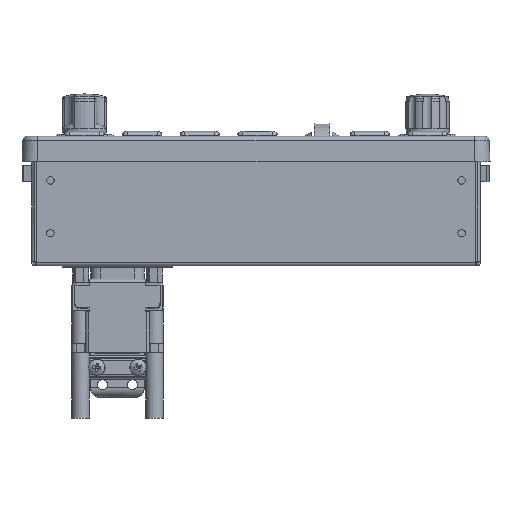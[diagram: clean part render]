
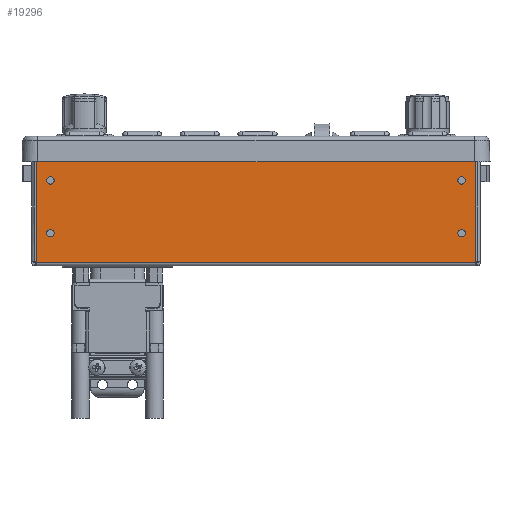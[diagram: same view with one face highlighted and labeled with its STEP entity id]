
A CAD part, front view. The second image highlights one B-rep face of the part: STEP entity #19296.
In plain terms, the highlighted planar face has unit normal (0, -1, 0).
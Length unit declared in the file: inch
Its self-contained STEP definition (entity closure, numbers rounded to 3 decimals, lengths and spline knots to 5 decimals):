
#2 = AXIS2_PLACEMENT_3D ( 'NONE', #25253, #25216, #25175 ) ;
#331 = VERTEX_POINT ( 'NONE', #3551 ) ;
#724 = VERTEX_POINT ( 'NONE', #3601 ) ;
#731 = VERTEX_POINT ( 'NONE', #3610 ) ;
#934 = CARTESIAN_POINT ( 'NONE',  ( -2.935, -0.97, -1.35 ) ) ;
#990 = VERTEX_POINT ( 'NONE', #3642 ) ;
#1860 = DIRECTION ( 'NONE',  ( 0., 0., -1. ) ) ;
#2142 = CARTESIAN_POINT ( 'NONE',  ( -2.935, -0.97, 0. ) ) ;
#3501 = ORIENTED_EDGE ( 'NONE', *, *, #26899, .F. ) ;
#3551 = CARTESIAN_POINT ( 'NONE',  ( -2.695, -0.97, -0.25 ) ) ;
#3601 = CARTESIAN_POINT ( 'NONE',  ( -2.695, -0.97, -0.955 ) ) ;
#3610 = CARTESIAN_POINT ( 'NONE',  ( 2.795, -0.97, -0.25 ) ) ;
#3642 = CARTESIAN_POINT ( 'NONE',  ( 2.795, -0.97, -0.955 ) ) ;
#4367 = ORIENTED_EDGE ( 'NONE', *, *, #26912, .F. ) ;
#4753 = DIRECTION ( 'NONE',  ( 0., 0., -1. ) ) ;
#4882 = CARTESIAN_POINT ( 'NONE',  ( 2.935, -0.97, 0. ) ) ;
#4990 = ORIENTED_EDGE ( 'NONE', *, *, #27062, .F. ) ;
#8968 = EDGE_LOOP ( 'NONE', ( #4990 ) ) ;
#9321 = CIRCLE ( 'NONE', #2, 0.05 ) ;
#9349 = LINE ( 'NONE', #19257, #34852 ) ;
#10203 = CIRCLE ( 'NONE', #21387, 0.05 ) ;
#11717 = AXIS2_PLACEMENT_3D ( 'NONE', #20371, #20333, #20294 ) ;
#13444 = ORIENTED_EDGE ( 'NONE', *, *, #27637, .F. ) ;
#13930 = ORIENTED_EDGE ( 'NONE', *, *, #23578, .F. ) ;
#14270 = CIRCLE ( 'NONE', #11717, 0.05 ) ;
#14527 = CIRCLE ( 'NONE', #15790, 0.05 ) ;
#15474 = ORIENTED_EDGE ( 'NONE', *, *, #20523, .T. ) ;
#15696 = ORIENTED_EDGE ( 'NONE', *, *, #27194, .F. ) ;
#15790 = AXIS2_PLACEMENT_3D ( 'NONE', #20170, #20121, #20058 ) ;
#16096 = EDGE_LOOP ( 'NONE', ( #13444, #13930, #15474, #15696 ) ) ;
#16518 = LINE ( 'NONE', #2142, #16917 ) ;
#16694 = DIRECTION ( 'NONE',  ( -1., 0., 0. ) ) ;
#16866 = CARTESIAN_POINT ( 'NONE',  ( -2.935, -0.97, -1.35 ) ) ;
#16917 = VECTOR ( 'NONE', #1860, 39.37008 ) ;
#17027 = LINE ( 'NONE', #16866, #17070 ) ;
#17070 = VECTOR ( 'NONE', #16694, 39.37008 ) ;
#17614 = EDGE_LOOP ( 'NONE', ( #24086 ) ) ;
#17716 = AXIS2_PLACEMENT_3D ( 'NONE', #22119, #22191, #22084 ) ;
#17778 = EDGE_LOOP ( 'NONE', ( #4367 ) ) ;
#19219 = DIRECTION ( 'NONE',  ( 1., 0., 0. ) ) ;
#19257 = CARTESIAN_POINT ( 'NONE',  ( -2.935, -0.97, 0. ) ) ;
#19296 = ADVANCED_FACE ( 'NONE', ( #25889, #26337, #24077, #34760, #23948 ), #22125, .F. ) ;
#20058 = DIRECTION ( 'NONE',  ( 1., 0., 0. ) ) ;
#20121 = DIRECTION ( 'NONE',  ( 0., -1., 0. ) ) ;
#20170 = CARTESIAN_POINT ( 'NONE',  ( -2.745, -0.97, -0.25 ) ) ;
#20294 = DIRECTION ( 'NONE',  ( 1., 0., 0. ) ) ;
#20333 = DIRECTION ( 'NONE',  ( 0., -1., 0. ) ) ;
#20371 = CARTESIAN_POINT ( 'NONE',  ( -2.745, -0.97, -0.955 ) ) ;
#20523 = EDGE_CURVE ( 'NONE', #24869, #31206, #16518, .T. ) ;
#21387 = AXIS2_PLACEMENT_3D ( 'NONE', #24561, #24558, #24516 ) ;
#22084 = DIRECTION ( 'NONE',  ( -1., 0., 0. ) ) ;
#22119 = CARTESIAN_POINT ( 'NONE',  ( -2.995, -0.97, -1.35 ) ) ;
#22125 = PLANE ( 'NONE',  #17716 ) ;
#22191 = DIRECTION ( 'NONE',  ( 0., 1., 0. ) ) ;
#23578 = EDGE_CURVE ( 'NONE', #24869, #26065, #9349, .T. ) ;
#23948 = FACE_BOUND ( 'NONE', #31783, .T. ) ;
#24077 = FACE_BOUND ( 'NONE', #8968, .T. ) ;
#24086 = ORIENTED_EDGE ( 'NONE', *, *, #27067, .F. ) ;
#24268 = LINE ( 'NONE', #4882, #24617 ) ;
#24516 = DIRECTION ( 'NONE',  ( 1., 0., 0. ) ) ;
#24558 = DIRECTION ( 'NONE',  ( 0., -1., 0. ) ) ;
#24561 = CARTESIAN_POINT ( 'NONE',  ( 2.745, -0.97, -0.25 ) ) ;
#24617 = VECTOR ( 'NONE', #4753, 39.37008 ) ;
#24869 = VERTEX_POINT ( 'NONE', #31476 ) ;
#25175 = DIRECTION ( 'NONE',  ( 1., 0., 0. ) ) ;
#25216 = DIRECTION ( 'NONE',  ( 0., -1., 0. ) ) ;
#25253 = CARTESIAN_POINT ( 'NONE',  ( 2.745, -0.97, -0.955 ) ) ;
#25706 = CARTESIAN_POINT ( 'NONE',  ( 2.935, -0.97, -1.35 ) ) ;
#25889 = FACE_OUTER_BOUND ( 'NONE', #16096, .T. ) ;
#26065 = VERTEX_POINT ( 'NONE', #31932 ) ;
#26337 = FACE_BOUND ( 'NONE', #17614, .T. ) ;
#26899 = EDGE_CURVE ( 'NONE', #990, #990, #9321, .T. ) ;
#26912 = EDGE_CURVE ( 'NONE', #731, #731, #10203, .T. ) ;
#27062 = EDGE_CURVE ( 'NONE', #724, #724, #14270, .T. ) ;
#27067 = EDGE_CURVE ( 'NONE', #331, #331, #14527, .T. ) ;
#27194 = EDGE_CURVE ( 'NONE', #32466, #31206, #17027, .T. ) ;
#27637 = EDGE_CURVE ( 'NONE', #26065, #32466, #24268, .T. ) ;
#31206 = VERTEX_POINT ( 'NONE', #934 ) ;
#31476 = CARTESIAN_POINT ( 'NONE',  ( -2.935, -0.97, 0. ) ) ;
#31783 = EDGE_LOOP ( 'NONE', ( #3501 ) ) ;
#31932 = CARTESIAN_POINT ( 'NONE',  ( 2.935, -0.97, 0. ) ) ;
#32466 = VERTEX_POINT ( 'NONE', #25706 ) ;
#34760 = FACE_BOUND ( 'NONE', #17778, .T. ) ;
#34852 = VECTOR ( 'NONE', #19219, 39.37008 ) ;
